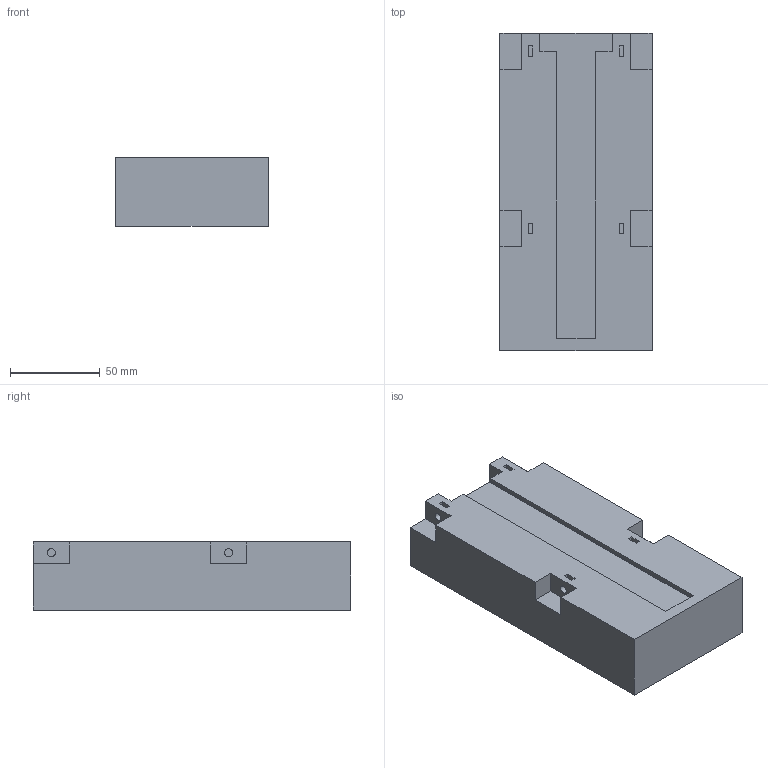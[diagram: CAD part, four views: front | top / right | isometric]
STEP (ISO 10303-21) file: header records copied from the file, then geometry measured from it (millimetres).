
FILE_DESCRIPTION(/* description */ (''),/* implementation_level */ '2;1');
FILE_NAME(/* name */ 'PySpectroscope_fixture_1',/* time_stamp */ '2025-08-02T16:50:40+02:00',/* author */ (''),/* organization */ (''),/* preprocessor_version */ 'ST-DEVELOPER v19.2',/* originating_system */ 'Rhino 8.22',/* authorisation */ '');
FILE_SCHEMA (('CONFIG_CONTROL_DESIGN'));
Length unit declared in the file: millimetre
Products named in the file (1): Document
Bounding box: 85 x 177 x 38 mm (x, y, z)
Volume: 168642.3 mm3; surface area: 97379 mm2
Topology: 1 solids, 1 shells, 61 faces, 161 edges, 106 vertices
Faces by surface type: plane 56, cylinder 5
Full cylindrical faces by diameter (mm): 4.5 x4, 10 x1
Entity records: 1789 total; most frequent: CARTESIAN_POINT 528, ORIENTED_EDGE 322, EDGE_CURVE 161, B_SPLINE_CURVE_WITH_KNOTS 146, VERTEX_POINT 106, DIRECTION 85, EDGE_LOOP 75, AXIS2_PLACEMENT_3D 73
